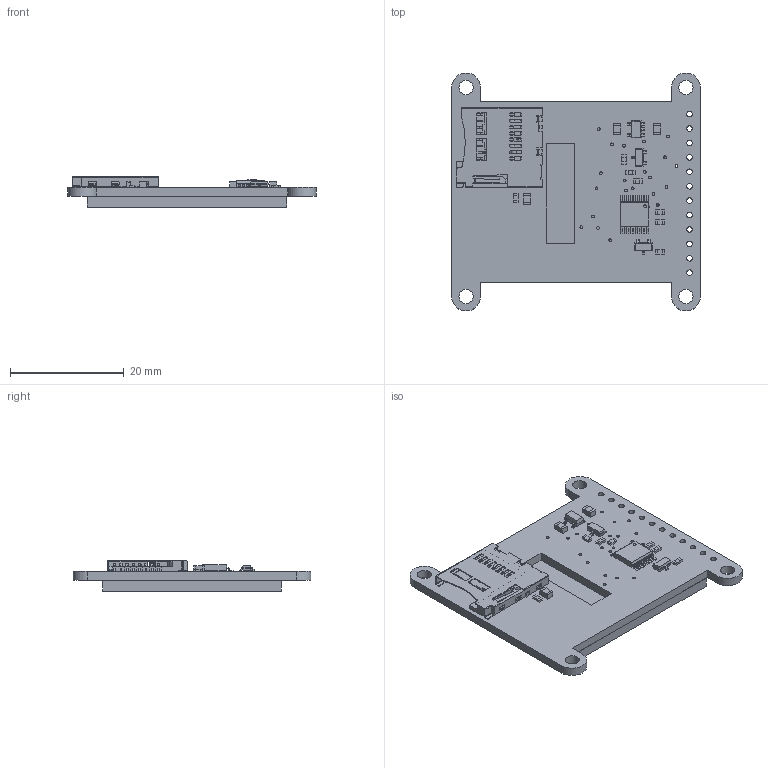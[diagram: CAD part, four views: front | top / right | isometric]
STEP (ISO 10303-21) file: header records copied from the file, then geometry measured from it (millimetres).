
FILE_DESCRIPTION(/* description */ (''),/* implementation_level */ '2;1');
FILE_NAME(/* name */ 'Adafruit 1.54inch 240x240 rev G v2.step',/* time_stamp */ '2021-06-18T08:31:07-04:00',/* author */ (''),/* organization */ (''),/* preprocessor_version */ 'ST-DEVELOPER v18.1',/* originating_system */ 'Autodesk Translation Framework v10.9.0.1377',/* authorisation */ '');
FILE_SCHEMA (('AUTOMOTIVE_DESIGN { 1 0 10303 214 3 1 1 }'));
Length unit declared in the file: millimetre
Products named in the file (11): Adafruit 1.54inch 240x240 rev G; PCB Component; Board; MICROSD; AP2112; 10uF; 0.1uF; BSS138; DISP_TFT_1.54IN_240X240_22P; 74HC4050PWR; APX803-SAG
Assembly tree (18 placements, depth 3):
  Adafruit 1.54inch 240x240 rev G
    PCB Component
      Board
      MICROSD
      AP2112
      10uF  x3
      0.1uF  x7
      BSS138
      DISP_TFT_1.54IN_240X240_22P
      74HC4050PWR
      APX803-SAG
Bounding box: 43.81 x 41.91 x 5.35 mm (x, y, z)
Volume: 4473.2 mm3; surface area: 7627.2 mm2
Topology: 21 solids, 21 shells, 1286 faces, 3579 edges, 2349 vertices
Faces by surface type: plane 956, cylinder 330
Full cylindrical faces by diameter (mm): 0.463 x1, 0.5 x25, 1 x12, 2.5 x4
Entity records: 39084 total; most frequent: CARTESIAN_POINT 6651, ORIENTED_EDGE 6582, DIRECTION 6360, EDGE_CURVE 3291, LINE 2628, VECTOR 2628, VERTEX_POINT 2157, AXIS2_PLACEMENT_3D 1866
